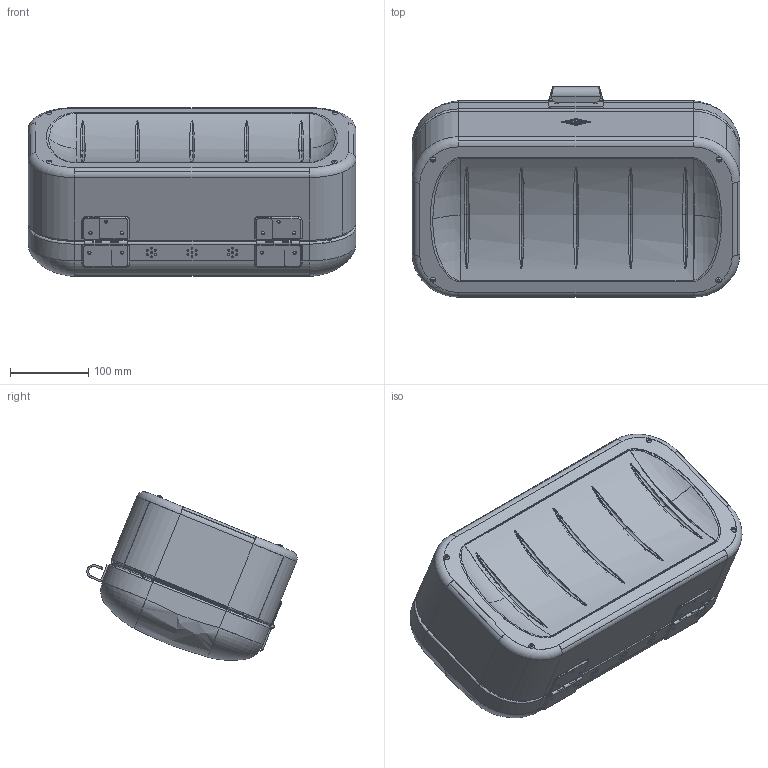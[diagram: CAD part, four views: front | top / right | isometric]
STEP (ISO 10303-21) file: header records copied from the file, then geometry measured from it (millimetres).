
FILE_DESCRIPTION(('STEP AP214'),'1');
FILE_NAME('_V Grandy.STP','2025-08-27T10:53:45',(' '),(' '),'Spatial InterOp 3D',' ',' ');
FILE_SCHEMA(('AUTOMOTIVE_DESIGN { 1 0 10303 214 1 1 1 1 }'));
Length unit declared in the file: millimetre
Products named in the file (1): Grandy 235201_2x Boden|235 201 Grandy|2351002-1 Single Grandy Rumpf:1#2351002-1 Single Grandy Rumpf;Volumenkörper1#ASSEM1;ASSEM1
Bounding box: 420 x 269.48 x 216.13 mm (x, y, z)
Volume: 460934.7 mm3; surface area: 747359.7 mm2
Topology: 1 solids, 1 shells, 824 faces, 2227 edges, 1410 vertices
Faces by surface type: cylinder 342, plane 274, torus 100, bspline 64, cone 36, sphere 8
Full cylindrical faces by diameter (mm): 5 x3
Entity records: 37367 total; most frequent: CARTESIAN_POINT 16652, ORIENTED_EDGE 4426, DIRECTION 4239, EDGE_CURVE 2213, AXIS2_PLACEMENT_3D 1624, VERTEX_POINT 1408, LINE 991, VECTOR 991
